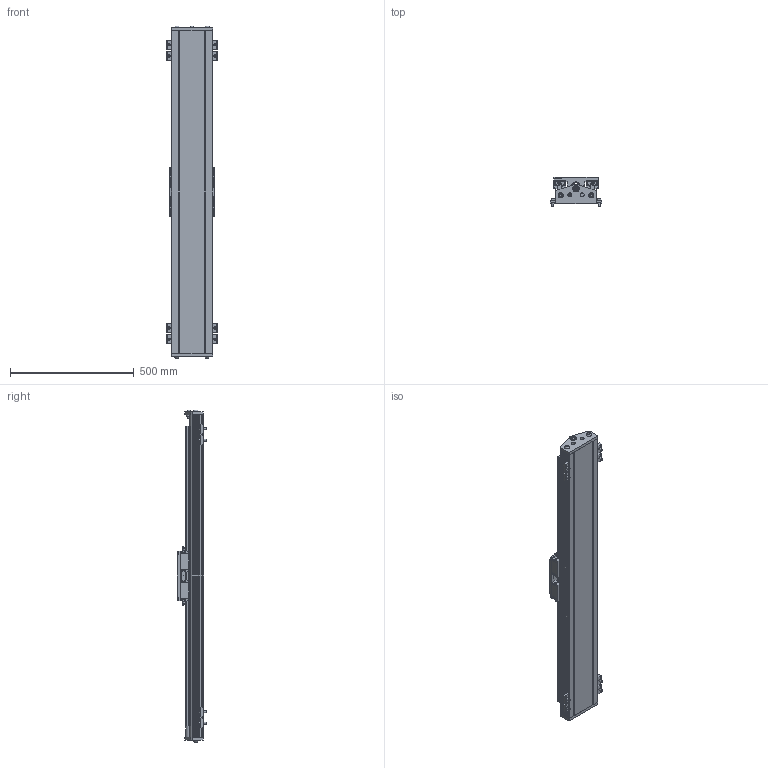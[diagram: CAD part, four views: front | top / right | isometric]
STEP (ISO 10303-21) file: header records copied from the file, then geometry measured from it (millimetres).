
FILE_DESCRIPTION( ( 'STEP AP214' ), '1' );
FILE_NAME( '8355700.step', '2008-10-07T09:43:25', ( ' ' ), ( ' ' ), 'XStep 1.0', ' ', ' ' );
FILE_SCHEMA( ( 'automotive_design' ) );
Length unit declared in the file: millimetre
Products named in the file (12): 1; 2; 3; 4; 5; 6; 7; 8; 9; 10; 11; 12
Bounding box: 207 x 118.5 x 1339.7 mm (x, y, z)
Volume: 5886743.2 mm3; surface area: 1953826.7 mm2
Topology: 12 solids, 57 shells, 2406 faces, 6028 edges, 3858 vertices
Faces by surface type: plane 1069, cylinder 874, cone 402, torus 48, sphere 13
Full cylindrical faces by diameter (mm): 4.2 x4, 4.918 x20, 5 x8, 5.2 x6, 6.5 x3, 8 x20, 8.02 x3, 8.25 x8, 8.376 x4, 8.5 x4, 9 x8, 10 x3, 11 x3, 12 x10, 13 x5, 16 x4, 18 x8, 22 x2, 26 x1, 27 x1
Entity records: 90075 total; most frequent: CARTESIAN_POINT 13620, DIRECTION 12396, ORIENTED_EDGE 11400, EDGE_CURVE 5700, AXIS2_PLACEMENT_3D 4682, VERTEX_POINT 3790, LINE 3032, VECTOR 3032
